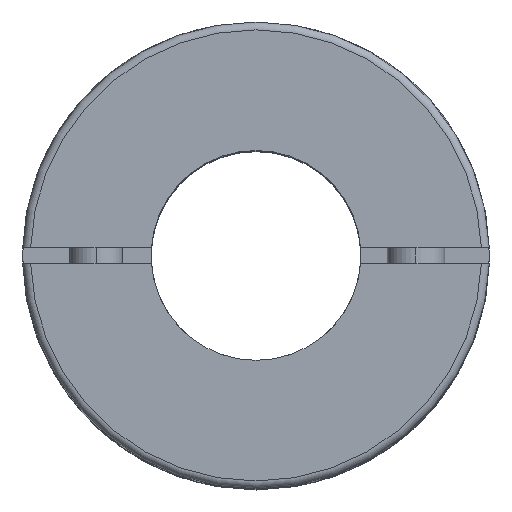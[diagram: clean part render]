
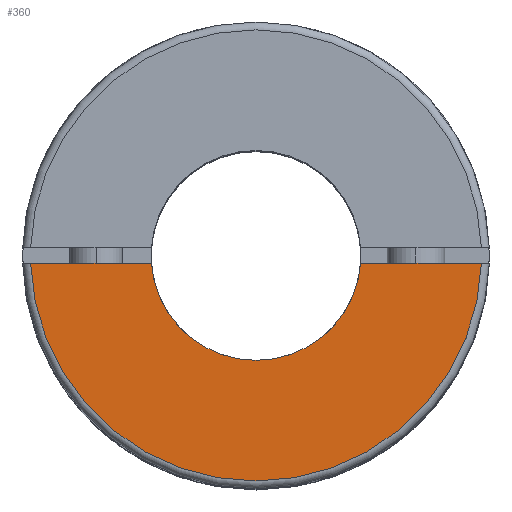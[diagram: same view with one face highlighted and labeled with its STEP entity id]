
A CAD part, top view. The second image highlights one B-rep face of the part: STEP entity #360.
In plain terms, the highlighted planar face has unit normal (0, 0, 1).
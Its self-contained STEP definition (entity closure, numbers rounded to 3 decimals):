
#30 = VECTOR ( 'NONE', #96, 1000. ) ;
#33 = VERTEX_POINT ( 'NONE', #2221 ) ;
#89 = ORIENTED_EDGE ( 'NONE', *, *, #375, .T. ) ;
#96 = DIRECTION ( 'NONE',  ( 1., 0., 0. ) ) ;
#155 = AXIS2_PLACEMENT_3D ( 'NONE', #4316, #4898, #348 ) ;
#226 = ORIENTED_EDGE ( 'NONE', *, *, #4273, .F. ) ;
#297 = DIRECTION ( 'NONE',  ( 1., 0., 0. ) ) ;
#336 = EDGE_CURVE ( 'NONE', #370, #397, #2485, .T. ) ;
#348 = DIRECTION ( 'NONE',  ( -1., 0., 0. ) ) ;
#360 = ADVANCED_FACE ( 'NONE', ( #3465 ), #5111, .T. ) ;
#370 = VERTEX_POINT ( 'NONE', #3047 ) ;
#375 = EDGE_CURVE ( 'NONE', #33, #397, #5189, .T. ) ;
#397 = VERTEX_POINT ( 'NONE', #3681 ) ;
#466 = CARTESIAN_POINT ( 'NONE',  ( -8.9, -0.3, 0. ) ) ;
#1418 = EDGE_LOOP ( 'NONE', ( #2980, #226, #1584, #89 ) ) ;
#1584 = ORIENTED_EDGE ( 'NONE', *, *, #4027, .F. ) ;
#1666 = CARTESIAN_POINT ( 'NONE',  ( -8.9, -0.3, 0. ) ) ;
#1820 = CIRCLE ( 'NONE', #3181, 8.6 ) ;
#2066 = LINE ( 'NONE', #1666, #30 ) ;
#2085 = DIRECTION ( 'NONE',  ( 1., 0., 0. ) ) ;
#2221 = CARTESIAN_POINT ( 'NONE',  ( 3.989, -0.3, 0. ) ) ;
#2485 = LINE ( 'NONE', #466, #3468 ) ;
#2661 = CARTESIAN_POINT ( 'NONE',  ( 0., 8.6, 0. ) ) ;
#2683 = DIRECTION ( 'NONE',  ( 0., 0., 1. ) ) ;
#2827 = DIRECTION ( 'NONE',  ( -1., 0., 0. ) ) ;
#2980 = ORIENTED_EDGE ( 'NONE', *, *, #336, .F. ) ;
#3047 = CARTESIAN_POINT ( 'NONE',  ( -8.595, -0.3, 0. ) ) ;
#3181 = AXIS2_PLACEMENT_3D ( 'NONE', #3713, #4929, #2827 ) ;
#3465 = FACE_OUTER_BOUND ( 'NONE', #1418, .T. ) ;
#3468 = VECTOR ( 'NONE', #2085, 1000. ) ;
#3681 = CARTESIAN_POINT ( 'NONE',  ( -3.989, -0.3, 0. ) ) ;
#3713 = CARTESIAN_POINT ( 'NONE',  ( 0., 0., 0. ) ) ;
#3897 = AXIS2_PLACEMENT_3D ( 'NONE', #2661, #2683, #297 ) ;
#4027 = EDGE_CURVE ( 'NONE', #33, #5114, #2066, .T. ) ;
#4273 = EDGE_CURVE ( 'NONE', #5114, #370, #1820, .T. ) ;
#4316 = CARTESIAN_POINT ( 'NONE',  ( 0., 0., 0. ) ) ;
#4625 = CARTESIAN_POINT ( 'NONE',  ( 8.595, -0.3, 0. ) ) ;
#4898 = DIRECTION ( 'NONE',  ( 0., 0., -1. ) ) ;
#4929 = DIRECTION ( 'NONE',  ( 0., 0., -1. ) ) ;
#5111 = PLANE ( 'NONE',  #3897 ) ;
#5114 = VERTEX_POINT ( 'NONE', #4625 ) ;
#5189 = CIRCLE ( 'NONE', #155, 4. ) ;
